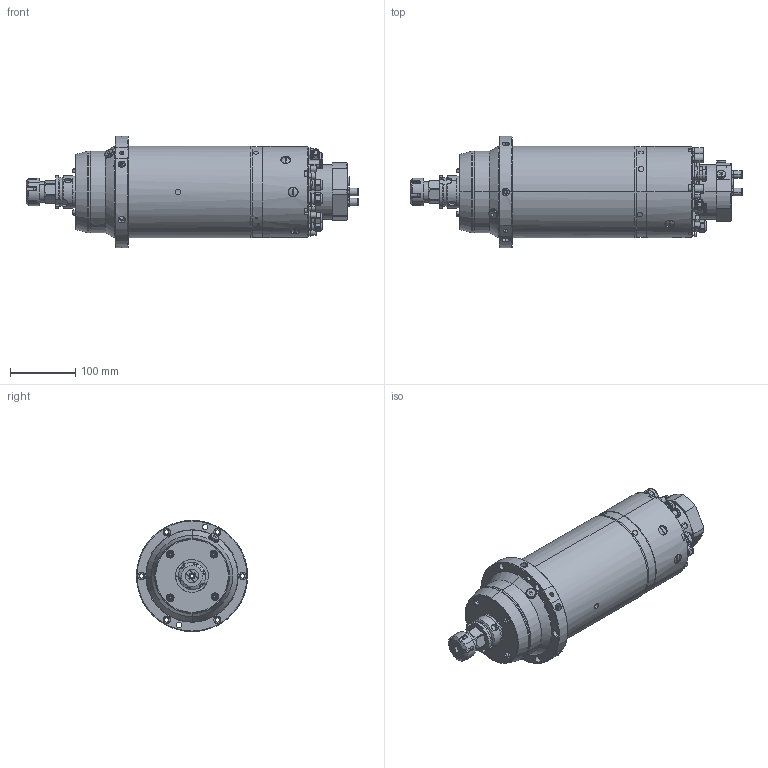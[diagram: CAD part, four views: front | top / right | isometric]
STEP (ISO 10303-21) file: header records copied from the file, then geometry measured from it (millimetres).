
FILE_DESCRIPTION (( 'STEP AP203' ), '1' );
FILE_NAME ('140AI30FHK-00-.STEP', '2012-08-23T12:55:12', ( 'FM10CAD1' ), ( 'IBAG Switzerland AG' ), 'SwSTEP 2.0', 'SolidWorks 2010', '' );
FILE_SCHEMA (( 'CONFIG_CONTROL_DESIGN' ));
Length unit declared in the file: millimetre
Products named in the file (1): 140AI30FHK-00-
Bounding box: 506.94 x 169.95 x 170 mm (x, y, z)
Surface area: 331476.5 mm2 (no closed solid volume)
Topology: 0 solids, 139 shells, 1513 faces, 4632 edges, 3251 vertices
Faces by surface type: cylinder 627, plane 596, cone 145, torus 117, sphere 16, bspline 12
Entity records: 56701 total; most frequent: CARTESIAN_POINT 14401, DIRECTION 9522, ORIENTED_EDGE 7513, EDGE_CURVE 4572, AXIS2_PLACEMENT_3D 3743, VERTEX_POINT 3239, CIRCLE 2241, VECTOR 2036
